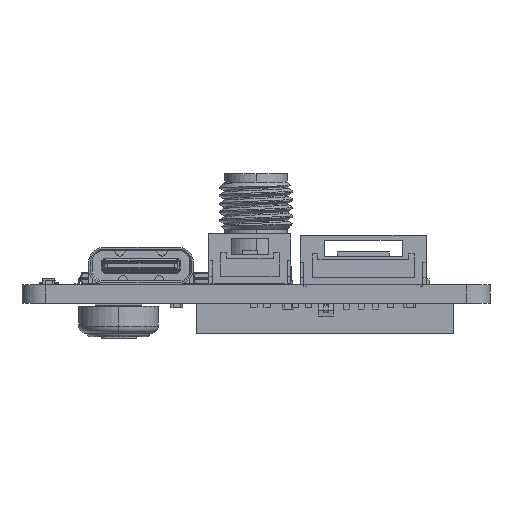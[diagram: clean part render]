
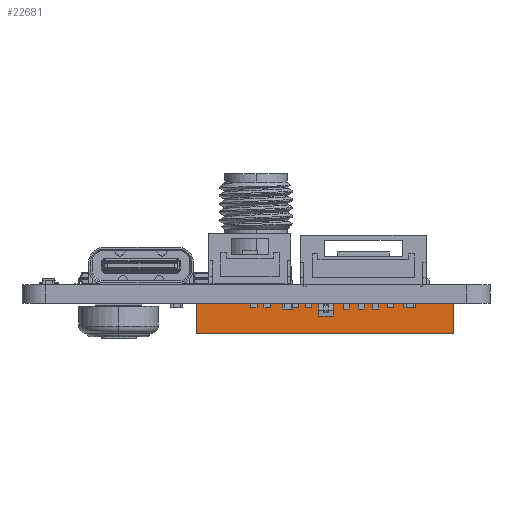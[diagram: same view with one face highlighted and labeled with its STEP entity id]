
A CAD part, front view. The second image highlights one B-rep face of the part: STEP entity #22681.
In plain terms, the highlighted planar face has unit normal (0, -1, 0).
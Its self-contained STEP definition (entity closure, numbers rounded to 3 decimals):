
#22681 = ADVANCED_FACE('',(#22682),#22716,.F.);
#22682 = FACE_BOUND('',#22683,.F.);
#22683 = EDGE_LOOP('',(#22684,#22694,#22702,#22710));
#22684 = ORIENTED_EDGE('',*,*,#22685,.T.);
#22685 = EDGE_CURVE('',#22686,#22688,#22690,.T.);
#22686 = VERTEX_POINT('',#22687);
#22687 = CARTESIAN_POINT('',(-11.,-8.5,0.));
#22688 = VERTEX_POINT('',#22689);
#22689 = CARTESIAN_POINT('',(-11.,-8.5,2.6));
#22690 = LINE('',#22691,#22692);
#22691 = CARTESIAN_POINT('',(-11.,-8.5,0.));
#22692 = VECTOR('',#22693,1.);
#22693 = DIRECTION('',(0.,0.,1.));
#22694 = ORIENTED_EDGE('',*,*,#22695,.T.);
#22695 = EDGE_CURVE('',#22688,#22696,#22698,.T.);
#22696 = VERTEX_POINT('',#22697);
#22697 = CARTESIAN_POINT('',(11.,-8.5,2.6));
#22698 = LINE('',#22699,#22700);
#22699 = CARTESIAN_POINT('',(-11.,-8.5,2.6));
#22700 = VECTOR('',#22701,1.);
#22701 = DIRECTION('',(1.,0.,0.));
#22702 = ORIENTED_EDGE('',*,*,#22703,.F.);
#22703 = EDGE_CURVE('',#22704,#22696,#22706,.T.);
#22704 = VERTEX_POINT('',#22705);
#22705 = CARTESIAN_POINT('',(11.,-8.5,0.));
#22706 = LINE('',#22707,#22708);
#22707 = CARTESIAN_POINT('',(11.,-8.5,0.));
#22708 = VECTOR('',#22709,1.);
#22709 = DIRECTION('',(0.,0.,1.));
#22710 = ORIENTED_EDGE('',*,*,#22711,.F.);
#22711 = EDGE_CURVE('',#22686,#22704,#22712,.T.);
#22712 = LINE('',#22713,#22714);
#22713 = CARTESIAN_POINT('',(-11.,-8.5,0.));
#22714 = VECTOR('',#22715,1.);
#22715 = DIRECTION('',(1.,0.,0.));
#22716 = PLANE('',#22717);
#22717 = AXIS2_PLACEMENT_3D('',#22718,#22719,#22720);
#22718 = CARTESIAN_POINT('',(-11.,-8.5,0.));
#22719 = DIRECTION('',(0.,1.,0.));
#22720 = DIRECTION('',(1.,0.,0.));
